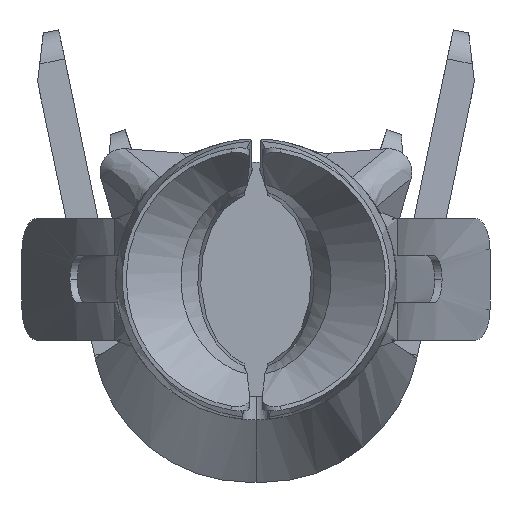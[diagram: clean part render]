
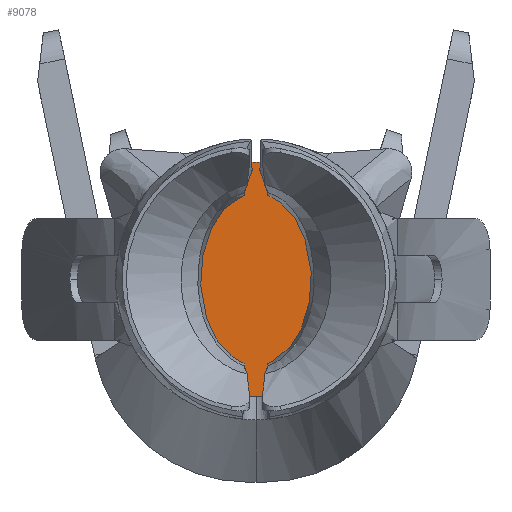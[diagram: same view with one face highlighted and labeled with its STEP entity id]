
A CAD part, front view. The second image highlights one B-rep face of the part: STEP entity #9078.
In plain terms, the highlighted planar face has unit normal (0, -1, 0).
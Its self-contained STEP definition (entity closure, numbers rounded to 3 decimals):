
#72=CARTESIAN_POINT('',(0.027,-10.926,0.75));
#73=VERTEX_POINT('',#72);
#80=CARTESIAN_POINT('',(0.025,-10.926,0.7));
#81=VERTEX_POINT('',#80);
#82=CARTESIAN_POINT('',(0.025,-10.926,0.7));
#83=DIRECTION('',(0.036,0.,0.999));
#84=VECTOR('',#83,0.05);
#85=LINE('',#82,#84);
#86=EDGE_CURVE('',#81,#73,#85,.T.);
#104=CARTESIAN_POINT('',(0.067,-10.926,-0.697));
#105=VERTEX_POINT('',#104);
#112=CARTESIAN_POINT('',(0.072,-10.926,-0.747));
#113=VERTEX_POINT('',#112);
#114=CARTESIAN_POINT('',(0.072,-10.926,-0.747));
#115=DIRECTION('',(-0.096,0.,0.995));
#116=VECTOR('',#115,0.05);
#117=LINE('',#114,#116);
#118=EDGE_CURVE('',#113,#105,#117,.T.);
#4930=CARTESIAN_POINT('',(-0.072,-10.926,-0.747));
#4931=VERTEX_POINT('',#4930);
#4938=CARTESIAN_POINT('',(-0.067,-10.926,-0.697));
#4939=VERTEX_POINT('',#4938);
#4940=CARTESIAN_POINT('',(-0.067,-10.926,-0.697));
#4941=DIRECTION('',(-0.096,0.,-0.995));
#4942=VECTOR('',#4941,0.05);
#4943=LINE('',#4940,#4942);
#4944=EDGE_CURVE('',#4939,#4931,#4943,.T.);
#5102=CARTESIAN_POINT('',(-0.025,-10.926,0.7));
#5103=VERTEX_POINT('',#5102);
#5112=CARTESIAN_POINT('',(-0.027,-10.926,0.75));
#5113=VERTEX_POINT('',#5112);
#5114=CARTESIAN_POINT('',(-0.027,-10.926,0.75));
#5115=DIRECTION('',(0.036,0.,-0.999));
#5116=VECTOR('',#5115,0.05);
#5117=LINE('',#5114,#5116);
#5118=EDGE_CURVE('',#5113,#5103,#5117,.T.);
#8814=CARTESIAN_POINT('',(0.,-10.926,0.));
#8815=DIRECTION('',(-0.036,0.,0.999));
#8816=DIRECTION('',(0.,-1.,0.));
#8817=AXIS2_PLACEMENT_3D('',#8814,#8816,#8815);
#8818=CIRCLE('',#8817,0.7);
#8819=EDGE_CURVE('',#5103,#4939,#8818,.T.);
#8832=CARTESIAN_POINT('',(0.,-10.926,0.));
#8833=DIRECTION('',(0.096,0.,-0.995));
#8834=DIRECTION('',(0.,-1.,0.));
#8835=AXIS2_PLACEMENT_3D('',#8832,#8834,#8833);
#8836=CIRCLE('',#8835,0.7);
#8837=EDGE_CURVE('',#105,#81,#8836,.T.);
#9015=CARTESIAN_POINT('',(0.,-10.926,0.));
#9016=DIRECTION('',(-0.036,0.,0.999));
#9017=DIRECTION('',(0.,1.,0.));
#9018=AXIS2_PLACEMENT_3D('',#9015,#9017,#9016);
#9019=CIRCLE('',#9018,0.75);
#9020=EDGE_CURVE('',#5113,#73,#9019,.T.);
#9057=CARTESIAN_POINT('',(0.007,-10.926,0.201));
#9058=DIRECTION('',(-0.036,0.,-0.999));
#9059=DIRECTION('',(0.,1.,0.));
#9060=AXIS2_PLACEMENT_3D('',#9057,#9059,#9058);
#9061=PLANE('',#9060);
#9062=ORIENTED_EDGE('',*,*,#4944,.F.);
#9063=ORIENTED_EDGE('',*,*,#8819,.F.);
#9064=ORIENTED_EDGE('',*,*,#5118,.F.);
#9065=ORIENTED_EDGE('',*,*,#9020,.T.);
#9066=ORIENTED_EDGE('',*,*,#86,.F.);
#9067=ORIENTED_EDGE('',*,*,#8837,.F.);
#9068=ORIENTED_EDGE('',*,*,#118,.F.);
#9069=CARTESIAN_POINT('',(0.,-10.926,0.));
#9070=DIRECTION('',(-0.096,0.,-0.995));
#9071=DIRECTION('',(0.,-1.,0.));
#9072=AXIS2_PLACEMENT_3D('',#9069,#9071,#9070);
#9073=CIRCLE('',#9072,0.75);
#9074=EDGE_CURVE('',#4931,#113,#9073,.T.);
#9075=ORIENTED_EDGE('',*,*,#9074,.F.);
#9076=EDGE_LOOP('',(#9062,#9063,#9064,#9065,#9066,#9067,#9068,#9075));
#9077=FACE_OUTER_BOUND('',#9076,.F.);
#9078=ADVANCED_FACE('',(#9077),#9061,.F.);
